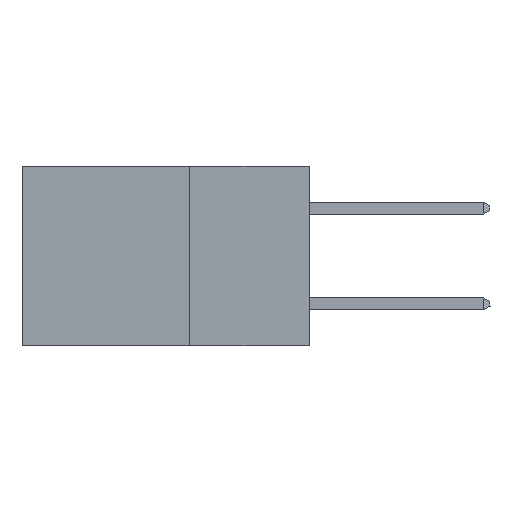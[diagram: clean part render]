
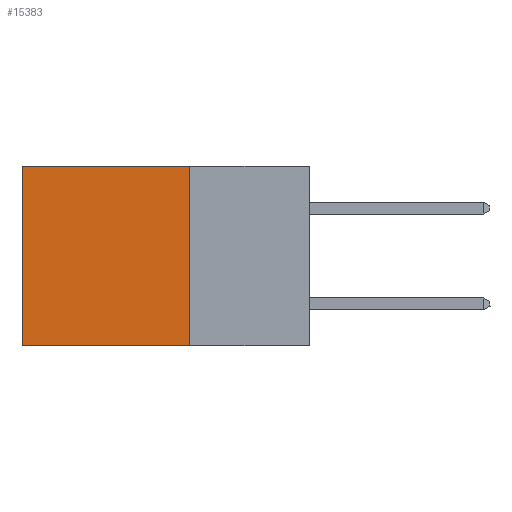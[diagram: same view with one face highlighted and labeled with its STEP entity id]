
A CAD part, left-side view. The second image highlights one B-rep face of the part: STEP entity #15383.
In plain terms, the highlighted planar face has unit normal (-1, 0, 0).
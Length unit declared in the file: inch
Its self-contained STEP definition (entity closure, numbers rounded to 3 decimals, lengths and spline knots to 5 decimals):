
#238 = CARTESIAN_POINT ( 'NONE',  ( 0.2875, 0.6, 0. ) ) ;
#505 = DIRECTION ( 'NONE',  ( 0., 0., -1. ) ) ;
#538 = DIRECTION ( 'NONE',  ( 0., 0., -1. ) ) ;
#1091 = VECTOR ( 'NONE', #16232, 39.37008 ) ;
#1313 = ORIENTED_EDGE ( 'NONE', *, *, #15714, .T. ) ;
#1954 = CARTESIAN_POINT ( 'NONE',  ( 0.2875, 0.25, 0. ) ) ;
#3787 = ORIENTED_EDGE ( 'NONE', *, *, #12001, .F. ) ;
#3821 = VERTEX_POINT ( 'NONE', #238 ) ;
#4580 = CARTESIAN_POINT ( 'NONE',  ( 0.2875, 0.25, -0.375 ) ) ;
#5518 = VERTEX_POINT ( 'NONE', #16385 ) ;
#5954 = VERTEX_POINT ( 'NONE', #13554 ) ;
#7019 = EDGE_CURVE ( 'NONE', #5954, #5518, #13543, .T. ) ;
#7616 = DIRECTION ( 'NONE',  ( 1., 0., 0. ) ) ;
#7714 = EDGE_LOOP ( 'NONE', ( #1313, #11359, #3787, #13634 ) ) ;
#8582 = CARTESIAN_POINT ( 'NONE',  ( 0.2875, 0.25, 0. ) ) ;
#8827 = FACE_OUTER_BOUND ( 'NONE', #7714, .T. ) ;
#9868 = DIRECTION ( 'NONE',  ( 0., 1., 0. ) ) ;
#9928 = LINE ( 'NONE', #12225, #13609 ) ;
#10206 = CARTESIAN_POINT ( 'NONE',  ( 0.2875, 0.25, -0.375 ) ) ;
#10459 = LINE ( 'NONE', #8582, #13546 ) ;
#10725 = AXIS2_PLACEMENT_3D ( 'NONE', #10206, #7616, #14222 ) ;
#11359 = ORIENTED_EDGE ( 'NONE', *, *, #7019, .F. ) ;
#12001 = EDGE_CURVE ( 'NONE', #12372, #5954, #9928, .T. ) ;
#12225 = CARTESIAN_POINT ( 'NONE',  ( 0.2875, 0.25, -0.375 ) ) ;
#12372 = VERTEX_POINT ( 'NONE', #1954 ) ;
#12889 = PLANE ( 'NONE',  #10725 ) ;
#13543 = LINE ( 'NONE', #4580, #1091 ) ;
#13546 = VECTOR ( 'NONE', #9868, 39.37008 ) ;
#13554 = CARTESIAN_POINT ( 'NONE',  ( 0.2875, 0.25, -0.375 ) ) ;
#13609 = VECTOR ( 'NONE', #538, 39.37008 ) ;
#13634 = ORIENTED_EDGE ( 'NONE', *, *, #14822, .T. ) ;
#14222 = DIRECTION ( 'NONE',  ( 0., 0., -1. ) ) ;
#14822 = EDGE_CURVE ( 'NONE', #12372, #3821, #10459, .T. ) ;
#14900 = CARTESIAN_POINT ( 'NONE',  ( 0.2875, 0.6, -0.375 ) ) ;
#15383 = ADVANCED_FACE ( 'NONE', ( #8827 ), #12889, .F. ) ;
#15568 = LINE ( 'NONE', #14900, #15984 ) ;
#15714 = EDGE_CURVE ( 'NONE', #3821, #5518, #15568, .T. ) ;
#15984 = VECTOR ( 'NONE', #505, 39.37008 ) ;
#16232 = DIRECTION ( 'NONE',  ( 0., 1., 0. ) ) ;
#16385 = CARTESIAN_POINT ( 'NONE',  ( 0.2875, 0.6, -0.375 ) ) ;
